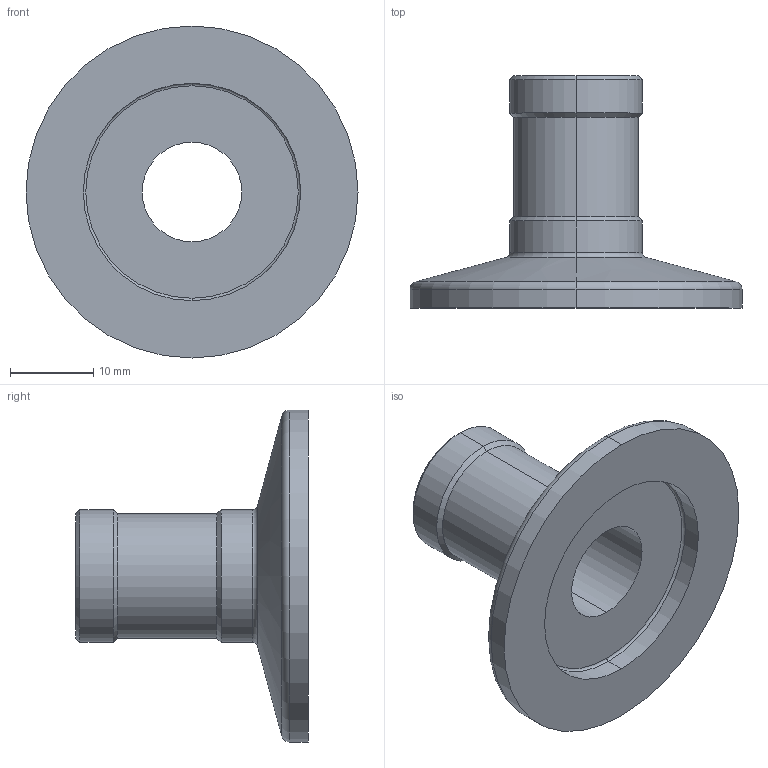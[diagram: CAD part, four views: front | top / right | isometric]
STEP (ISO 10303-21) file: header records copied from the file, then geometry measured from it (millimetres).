
FILE_DESCRIPTION (( 'STEP AP214' ), '1' );
FILE_NAME ('110ASP025-16.step', '2017-07-06T08:46:47', ( 'install' ), ( '' ), 'SwSTEP 2.0', 'SolidWorks 2015', '' );
FILE_SCHEMA (( 'AUTOMOTIVE_DESIGN' ));
Length unit declared in the file: millimetre
Products named in the file (1): 110ASP025-16
Bounding box: 40 x 28 x 40 mm (x, y, z)
Volume: 5698.3 mm3; surface area: 4883.3 mm2
Topology: 1 solids, 1 shells, 31 faces, 62 edges, 36 vertices
Faces by surface type: cylinder 12, cone 8, torus 6, plane 5
Entity records: 848 total; most frequent: DIRECTION 168, CARTESIAN_POINT 130, ORIENTED_EDGE 124, AXIS2_PLACEMENT_3D 74, EDGE_CURVE 62, CIRCLE 42, EDGE_LOOP 36, VERTEX_POINT 36
